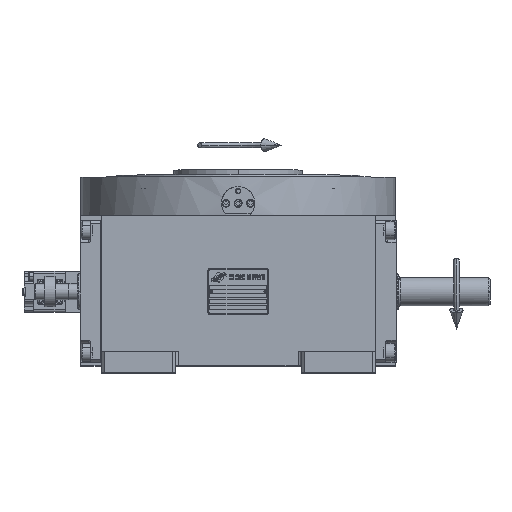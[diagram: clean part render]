
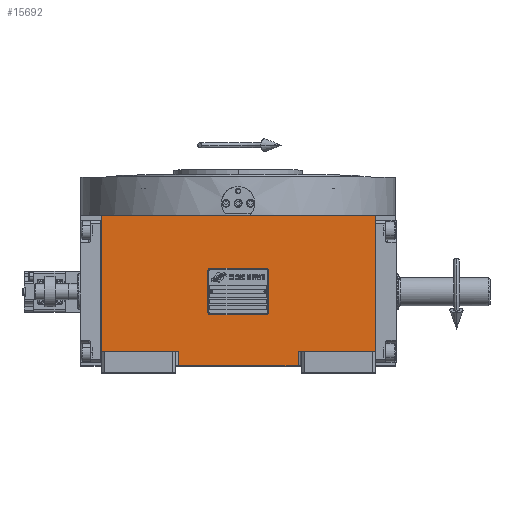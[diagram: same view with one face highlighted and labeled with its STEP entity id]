
A CAD part, top view. The second image highlights one B-rep face of the part: STEP entity #15692.
In plain terms, the highlighted planar face has unit normal (0, 0, 1).
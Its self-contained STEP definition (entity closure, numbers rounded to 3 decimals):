
#3169 = DIRECTION ( 'NONE',  ( 1., 0., 0. ) ) ;
#5005 = PLANE ( 'NONE',  #58677 ) ;
#5401 = FACE_OUTER_BOUND ( 'NONE', #14998, .T. ) ;
#5407 = ORIENTED_EDGE ( 'NONE', *, *, #71107, .T. ) ;
#7000 = EDGE_CURVE ( 'NONE', #15387, #54001, #54874, .T. ) ;
#7285 = VECTOR ( 'NONE', #3169, 1000. ) ;
#8304 = LINE ( 'NONE', #57322, #7285 ) ;
#10055 = DIRECTION ( 'NONE',  ( 0., 1., 0. ) ) ;
#12297 = EDGE_CURVE ( 'NONE', #55994, #66363, #62547, .T. ) ;
#14752 = CARTESIAN_POINT ( 'NONE',  ( -135., 75., 226. ) ) ;
#14998 = EDGE_LOOP ( 'NONE', ( #56178, #30059, #5407, #32735, #31825, #41596, #32874, #56957 ) ) ;
#15140 = DIRECTION ( 'NONE',  ( 1., 0., 0. ) ) ;
#15387 = VERTEX_POINT ( 'NONE', #25835 ) ;
#15692 = ADVANCED_FACE ( 'NONE', ( #5401 ), #5005, .T. ) ;
#16179 = VECTOR ( 'NONE', #10055, 1000. ) ;
#18262 = CARTESIAN_POINT ( 'NONE',  ( -135., -59., 226. ) ) ;
#23397 = CARTESIAN_POINT ( 'NONE',  ( 135., 75., 226. ) ) ;
#24362 = LINE ( 'NONE', #53981, #70977 ) ;
#24544 = EDGE_CURVE ( 'NONE', #77895, #54001, #24362, .T. ) ;
#25835 = CARTESIAN_POINT ( 'NONE',  ( 59., -59., 226. ) ) ;
#27279 = DIRECTION ( 'NONE',  ( 1., 0., 0. ) ) ;
#29450 = VECTOR ( 'NONE', #34823, 1000. ) ;
#30059 = ORIENTED_EDGE ( 'NONE', *, *, #7000, .F. ) ;
#31825 = ORIENTED_EDGE ( 'NONE', *, *, #12297, .F. ) ;
#31935 = VERTEX_POINT ( 'NONE', #18262 ) ;
#32735 = ORIENTED_EDGE ( 'NONE', *, *, #57491, .T. ) ;
#32801 = LINE ( 'NONE', #51328, #68276 ) ;
#32874 = ORIENTED_EDGE ( 'NONE', *, *, #66577, .T. ) ;
#33228 = CARTESIAN_POINT ( 'NONE',  ( 59., -59., 226. ) ) ;
#34823 = DIRECTION ( 'NONE',  ( 0., 1., 0. ) ) ;
#35087 = CARTESIAN_POINT ( 'NONE',  ( -135., -73., 226. ) ) ;
#37927 = DIRECTION ( 'NONE',  ( 0., 1., 0. ) ) ;
#39342 = VECTOR ( 'NONE', #27279, 1000. ) ;
#40720 = LINE ( 'NONE', #64785, #29450 ) ;
#41361 = DIRECTION ( 'NONE',  ( 1., 0., 0. ) ) ;
#41596 = ORIENTED_EDGE ( 'NONE', *, *, #55306, .F. ) ;
#44598 = VECTOR ( 'NONE', #15140, 1000. ) ;
#45451 = LINE ( 'NONE', #33228, #39342 ) ;
#46916 = DIRECTION ( 'NONE',  ( 1., 0., 0. ) ) ;
#48550 = CARTESIAN_POINT ( 'NONE',  ( 59., -59., 226. ) ) ;
#51328 = CARTESIAN_POINT ( 'NONE',  ( -135., -59., 226. ) ) ;
#51498 = VERTEX_POINT ( 'NONE', #69319 ) ;
#53981 = CARTESIAN_POINT ( 'NONE',  ( -59., -73., 226. ) ) ;
#54001 = VERTEX_POINT ( 'NONE', #62380 ) ;
#54874 = LINE ( 'NONE', #48550, #68161 ) ;
#55306 = EDGE_CURVE ( 'NONE', #31935, #55994, #32801, .T. ) ;
#55994 = VERTEX_POINT ( 'NONE', #75336 ) ;
#56178 = ORIENTED_EDGE ( 'NONE', *, *, #24544, .T. ) ;
#56957 = ORIENTED_EDGE ( 'NONE', *, *, #67011, .F. ) ;
#57322 = CARTESIAN_POINT ( 'NONE',  ( -135., -59., 226. ) ) ;
#57491 = EDGE_CURVE ( 'NONE', #73058, #66363, #40720, .T. ) ;
#58677 = AXIS2_PLACEMENT_3D ( 'NONE', #35087, #65454, #46916 ) ;
#59125 = CARTESIAN_POINT ( 'NONE',  ( 135., -59., 226. ) ) ;
#60378 = DIRECTION ( 'NONE',  ( 0., -1., 0. ) ) ;
#62380 = CARTESIAN_POINT ( 'NONE',  ( 59., -73., 226. ) ) ;
#62547 = LINE ( 'NONE', #14752, #44598 ) ;
#64577 = CARTESIAN_POINT ( 'NONE',  ( -59., -73., 226. ) ) ;
#64785 = CARTESIAN_POINT ( 'NONE',  ( 135., -59., 226. ) ) ;
#64895 = CARTESIAN_POINT ( 'NONE',  ( -59., -73., 226. ) ) ;
#65454 = DIRECTION ( 'NONE',  ( 0., 0., 1. ) ) ;
#66363 = VERTEX_POINT ( 'NONE', #23397 ) ;
#66577 = EDGE_CURVE ( 'NONE', #31935, #51498, #8304, .T. ) ;
#67011 = EDGE_CURVE ( 'NONE', #77895, #51498, #76077, .T. ) ;
#68161 = VECTOR ( 'NONE', #60378, 1000. ) ;
#68276 = VECTOR ( 'NONE', #37927, 1000. ) ;
#69319 = CARTESIAN_POINT ( 'NONE',  ( -59., -59., 226. ) ) ;
#70977 = VECTOR ( 'NONE', #41361, 1000. ) ;
#71107 = EDGE_CURVE ( 'NONE', #15387, #73058, #45451, .T. ) ;
#73058 = VERTEX_POINT ( 'NONE', #59125 ) ;
#75336 = CARTESIAN_POINT ( 'NONE',  ( -135., 75., 226. ) ) ;
#76077 = LINE ( 'NONE', #64577, #16179 ) ;
#77895 = VERTEX_POINT ( 'NONE', #64895 ) ;
